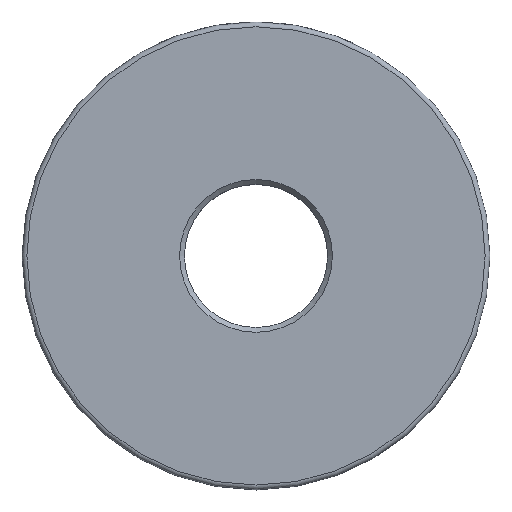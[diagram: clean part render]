
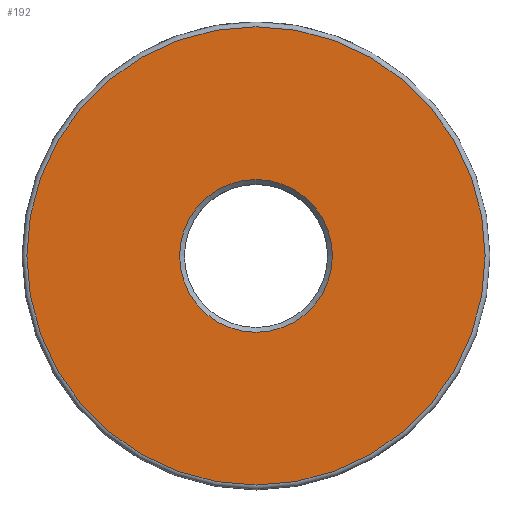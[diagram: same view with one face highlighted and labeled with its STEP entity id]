
A CAD part, top view. The second image highlights one B-rep face of the part: STEP entity #192.
In plain terms, the highlighted planar face has unit normal (0, 0, 1).
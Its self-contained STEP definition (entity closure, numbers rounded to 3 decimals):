
#32=PLANE('',#214);
#42=FACE_BOUND('',#71,.T.);
#51=FACE_OUTER_BOUND('',#70,.T.);
#70=EDGE_LOOP('',(#146));
#71=EDGE_LOOP('',(#147));
#90=CIRCLE('',#213,32.);
#91=CIRCLE('',#215,96.);
#104=VERTEX_POINT('',#313);
#105=VERTEX_POINT('',#316);
#120=EDGE_CURVE('',#104,#104,#90,.T.);
#121=EDGE_CURVE('',#105,#105,#91,.T.);
#146=ORIENTED_EDGE('',*,*,#121,.F.);
#147=ORIENTED_EDGE('',*,*,#120,.F.);
#192=ADVANCED_FACE('',(#51,#42),#32,.T.);
#213=AXIS2_PLACEMENT_3D('',#314,#252,#253);
#214=AXIS2_PLACEMENT_3D('',#315,#254,#255);
#215=AXIS2_PLACEMENT_3D('',#317,#256,#257);
#252=DIRECTION('center_axis',(0.,0.,1.));
#253=DIRECTION('ref_axis',(0.,-1.,0.));
#254=DIRECTION('center_axis',(0.,0.,1.));
#255=DIRECTION('ref_axis',(1.,0.,0.));
#256=DIRECTION('center_axis',(0.,0.,-1.));
#257=DIRECTION('ref_axis',(0.,-1.,0.));
#313=CARTESIAN_POINT('',(0.,32.,20.));
#314=CARTESIAN_POINT('Origin',(0.,0.,20.));
#315=CARTESIAN_POINT('Origin',(0.,98.,20.));
#316=CARTESIAN_POINT('',(0.,96.,20.));
#317=CARTESIAN_POINT('Origin',(0.,0.,20.));
